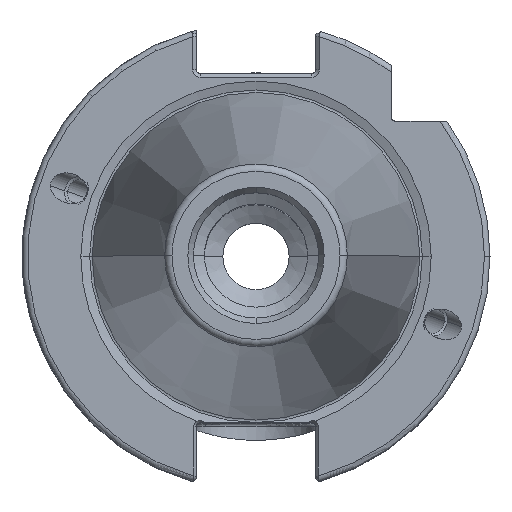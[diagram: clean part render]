
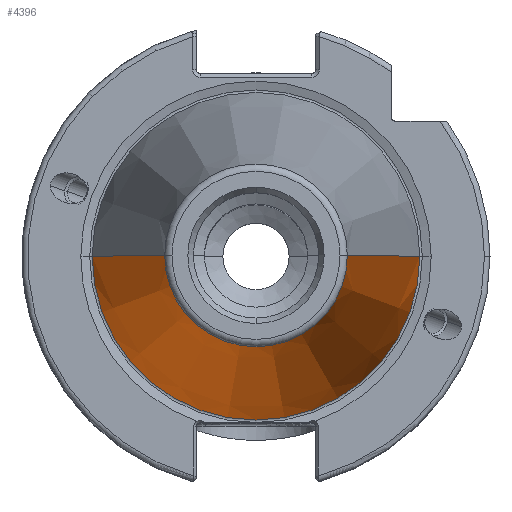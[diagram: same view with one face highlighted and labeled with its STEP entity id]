
A CAD part, top view. The second image highlights one B-rep face of the part: STEP entity #4396.
In plain terms, the highlighted conical face has half-angle 8.297 degrees and reference radius 12.397 mm.
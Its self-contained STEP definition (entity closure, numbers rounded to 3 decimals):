
#542 = CARTESIAN_POINT ( 'NONE',  ( 0., 0., 67.394 ) ) ;
#951 = DIRECTION ( 'NONE',  ( 0., 0., 1. ) ) ;
#1083 = CARTESIAN_POINT ( 'NONE',  ( 12.397, 0., 67.394 ) ) ;
#1370 = FACE_OUTER_BOUND ( 'NONE', #4531, .T. ) ;
#1797 = EDGE_CURVE ( 'NONE', #7896, #5533, #8630, .T. ) ;
#1913 = AXIS2_PLACEMENT_3D ( 'NONE', #542, #9546, #6619 ) ;
#2457 = CONICAL_SURFACE ( 'NONE', #1913, 12.397, 0.145 ) ;
#2833 = CARTESIAN_POINT ( 'NONE',  ( 22.225, 0., 0. ) ) ;
#2937 = EDGE_CURVE ( 'NONE', #8880, #7896, #8027, .T. ) ;
#3150 = ORIENTED_EDGE ( 'NONE', *, *, #4266, .T. ) ;
#3195 = DIRECTION ( 'NONE',  ( 0., 0., 1. ) ) ;
#3213 = ORIENTED_EDGE ( 'NONE', *, *, #1797, .F. ) ;
#4212 = CARTESIAN_POINT ( 'NONE',  ( 12.397, 0., 67.394 ) ) ;
#4266 = EDGE_CURVE ( 'NONE', #8880, #5450, #5443, .T. ) ;
#4396 = ADVANCED_FACE ( 'NONE', ( #1370 ), #2457, .T. ) ;
#4531 = EDGE_LOOP ( 'NONE', ( #3213, #7585, #3150, #6070 ) ) ;
#5443 = LINE ( 'NONE', #7886, #7665 ) ;
#5450 = VERTEX_POINT ( 'NONE', #8582 ) ;
#5483 = CARTESIAN_POINT ( 'NONE',  ( 0., 0., 0. ) ) ;
#5533 = VERTEX_POINT ( 'NONE', #2833 ) ;
#6070 = ORIENTED_EDGE ( 'NONE', *, *, #7767, .T. ) ;
#6229 = DIRECTION ( 'NONE',  ( 1., 0., 0. ) ) ;
#6349 = DIRECTION ( 'NONE',  ( -0.144, 0., -0.99 ) ) ;
#6375 = AXIS2_PLACEMENT_3D ( 'NONE', #5483, #951, #6229 ) ;
#6619 = DIRECTION ( 'NONE',  ( -1., 0., 0. ) ) ;
#7020 = CIRCLE ( 'NONE', #6375, 22.225 ) ;
#7585 = ORIENTED_EDGE ( 'NONE', *, *, #2937, .F. ) ;
#7665 = VECTOR ( 'NONE', #6349, 1000. ) ;
#7671 = CARTESIAN_POINT ( 'NONE',  ( 0., 0., 67.394 ) ) ;
#7767 = EDGE_CURVE ( 'NONE', #5450, #5533, #7020, .T. ) ;
#7886 = CARTESIAN_POINT ( 'NONE',  ( -12.397, 0., 67.394 ) ) ;
#7896 = VERTEX_POINT ( 'NONE', #1083 ) ;
#8027 = CIRCLE ( 'NONE', #8216, 12.397 ) ;
#8216 = AXIS2_PLACEMENT_3D ( 'NONE', #7671, #3195, #8422 ) ;
#8401 = VECTOR ( 'NONE', #9571, 1000. ) ;
#8422 = DIRECTION ( 'NONE',  ( 1., 0., 0. ) ) ;
#8582 = CARTESIAN_POINT ( 'NONE',  ( -22.225, 0., 0. ) ) ;
#8630 = LINE ( 'NONE', #4212, #8401 ) ;
#8880 = VERTEX_POINT ( 'NONE', #9459 ) ;
#9459 = CARTESIAN_POINT ( 'NONE',  ( -12.397, 0., 67.394 ) ) ;
#9546 = DIRECTION ( 'NONE',  ( 0., 0., -1. ) ) ;
#9571 = DIRECTION ( 'NONE',  ( 0.144, 0., -0.99 ) ) ;
